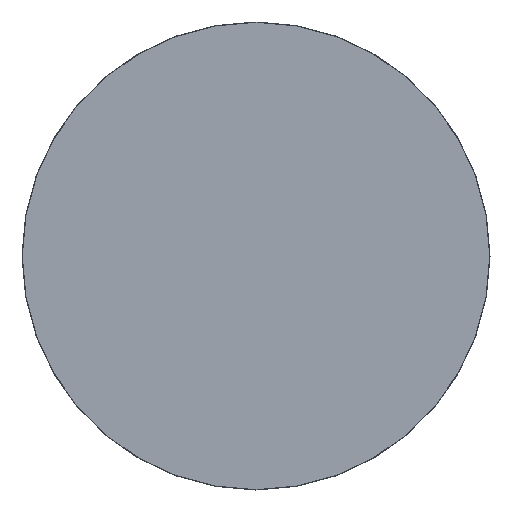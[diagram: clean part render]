
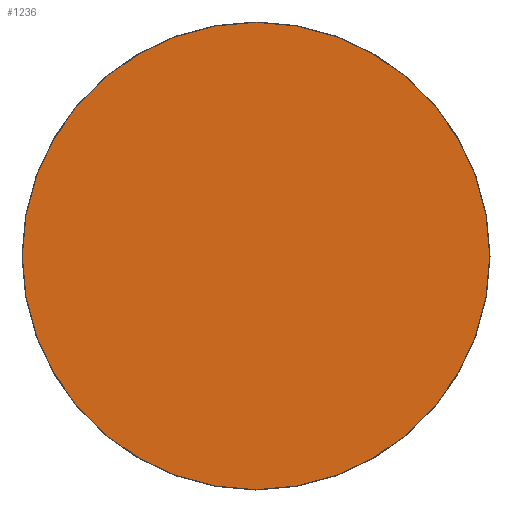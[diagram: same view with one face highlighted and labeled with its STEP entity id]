
A CAD part, front view. The second image highlights one B-rep face of the part: STEP entity #1236.
In plain terms, the highlighted planar face has unit normal (0, -1, 0).
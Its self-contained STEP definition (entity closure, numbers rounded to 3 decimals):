
#111=PLANE('',#1374);
#164=FACE_OUTER_BOUND('',#240,.T.);
#240=EDGE_LOOP('',(#955,#956));
#404=CIRCLE('',#1352,139.524);
#405=CIRCLE('',#1353,139.524);
#521=VERTEX_POINT('',#4608);
#522=VERTEX_POINT('',#4610);
#671=EDGE_CURVE('',#522,#521,#404,.T.);
#672=EDGE_CURVE('',#521,#522,#405,.T.);
#955=ORIENTED_EDGE('',*,*,#671,.T.);
#956=ORIENTED_EDGE('',*,*,#672,.T.);
#1236=ADVANCED_FACE('',(#164),#111,.T.);
#1352=AXIS2_PLACEMENT_3D('',#4611,#1590,#1591);
#1353=AXIS2_PLACEMENT_3D('',#4612,#1592,#1593);
#1374=AXIS2_PLACEMENT_3D('',#4661,#1641,#1642);
#1590=DIRECTION('center_axis',(0.,-1.,0.));
#1591=DIRECTION('ref_axis',(0.,0.,1.));
#1592=DIRECTION('center_axis',(0.,-1.,0.));
#1593=DIRECTION('ref_axis',(0.,0.,1.));
#1641=DIRECTION('center_axis',(0.,-1.,0.));
#1642=DIRECTION('ref_axis',(0.,0.,-1.));
#4608=CARTESIAN_POINT('',(0.,-11.505,-139.524));
#4610=CARTESIAN_POINT('',(0.,-11.505,139.524));
#4611=CARTESIAN_POINT('Origin',(0.,-11.505,
0.));
#4612=CARTESIAN_POINT('Origin',(0.,-11.505,
0.));
#4661=CARTESIAN_POINT('Origin',(0.,-11.505,139.524));
